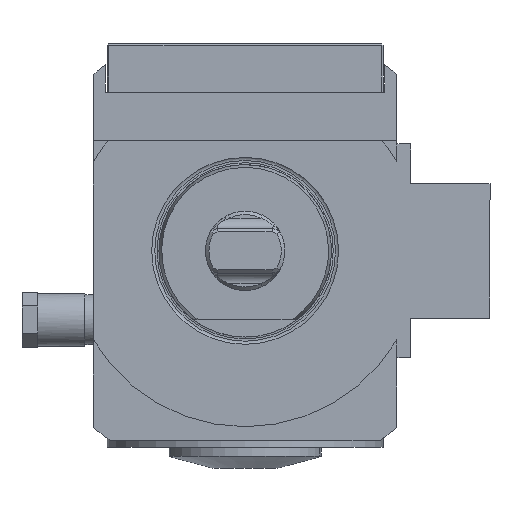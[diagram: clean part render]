
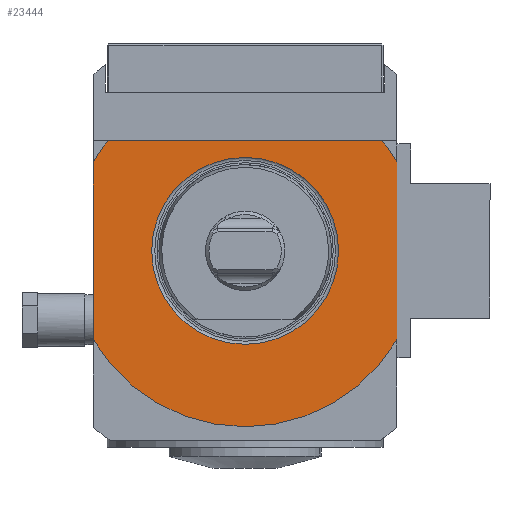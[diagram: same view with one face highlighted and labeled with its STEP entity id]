
A CAD part, front view. The second image highlights one B-rep face of the part: STEP entity #23444.
In plain terms, the highlighted planar face has unit normal (0, -1, 0).
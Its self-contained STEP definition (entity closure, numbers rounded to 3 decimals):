
#240 = VECTOR ( 'NONE', #24272, 1000. ) ;
#802 = EDGE_CURVE ( 'NONE', #5633, #7526, #30477, .T. ) ;
#874 = DIRECTION ( 'NONE',  ( 0., 1., 0. ) ) ;
#2464 = CARTESIAN_POINT ( 'NONE',  ( 0., -1., 0. ) ) ;
#3813 = VECTOR ( 'NONE', #28177, 1000. ) ;
#4035 = CARTESIAN_POINT ( 'NONE',  ( 44., -1., 25.788 ) ) ;
#4518 = CIRCLE ( 'NONE', #18059, 27.095 ) ;
#4611 = CARTESIAN_POINT ( 'NONE',  ( -44., -1., 25.788 ) ) ;
#4875 = DIRECTION ( 'NONE',  ( 0., 1., 0. ) ) ;
#5633 = VERTEX_POINT ( 'NONE', #28271 ) ;
#5640 = CARTESIAN_POINT ( 'NONE',  ( -27.095, -1., 0. ) ) ;
#5953 = AXIS2_PLACEMENT_3D ( 'NONE', #8469, #20850, #18423 ) ;
#6952 = CARTESIAN_POINT ( 'NONE',  ( -44., -1., -25.788 ) ) ;
#7526 = VERTEX_POINT ( 'NONE', #4035 ) ;
#7772 = ORIENTED_EDGE ( 'NONE', *, *, #20883, .F. ) ;
#7958 = ORIENTED_EDGE ( 'NONE', *, *, #19929, .F. ) ;
#8469 = CARTESIAN_POINT ( 'NONE',  ( 0., -1., 0. ) ) ;
#8536 = AXIS2_PLACEMENT_3D ( 'NONE', #23458, #874, #15645 ) ;
#9947 = ORIENTED_EDGE ( 'NONE', *, *, #17313, .F. ) ;
#10302 = FACE_OUTER_BOUND ( 'NONE', #26536, .T. ) ;
#10803 = DIRECTION ( 'NONE',  ( 0., 1., 0. ) ) ;
#10828 = CARTESIAN_POINT ( 'NONE',  ( -39.711, -1., 32. ) ) ;
#10845 = CARTESIAN_POINT ( 'NONE',  ( 0., -1., 0. ) ) ;
#11079 = AXIS2_PLACEMENT_3D ( 'NONE', #16156, #10803, #16000 ) ;
#12637 = ORIENTED_EDGE ( 'NONE', *, *, #15942, .F. ) ;
#13159 = AXIS2_PLACEMENT_3D ( 'NONE', #2464, #4875, #14800 ) ;
#13518 = FACE_BOUND ( 'NONE', #30322, .T. ) ;
#13787 = CARTESIAN_POINT ( 'NONE',  ( 39.711, -1., 32. ) ) ;
#14188 = CIRCLE ( 'NONE', #5953, 51. ) ;
#14628 = LINE ( 'NONE', #29158, #240 ) ;
#14800 = DIRECTION ( 'NONE',  ( -1., 0., 0. ) ) ;
#15645 = DIRECTION ( 'NONE',  ( -1., 0., 0. ) ) ;
#15802 = PLANE ( 'NONE',  #8536 ) ;
#15942 = EDGE_CURVE ( 'NONE', #32170, #7526, #26685, .T. ) ;
#16000 = DIRECTION ( 'NONE',  ( -1., 0., 0. ) ) ;
#16156 = CARTESIAN_POINT ( 'NONE',  ( 0., -1., 0. ) ) ;
#16232 = EDGE_CURVE ( 'NONE', #5633, #27786, #14188, .T. ) ;
#17313 = EDGE_CURVE ( 'NONE', #27786, #17830, #14628, .T. ) ;
#17830 = VERTEX_POINT ( 'NONE', #4611 ) ;
#18059 = AXIS2_PLACEMENT_3D ( 'NONE', #10845, #18678, #28584 ) ;
#18423 = DIRECTION ( 'NONE',  ( -1., 0., 0. ) ) ;
#18678 = DIRECTION ( 'NONE',  ( 0., -1., 0. ) ) ;
#19929 = EDGE_CURVE ( 'NONE', #30061, #30061, #4518, .T. ) ;
#20850 = DIRECTION ( 'NONE',  ( 0., 1., 0. ) ) ;
#20883 = EDGE_CURVE ( 'NONE', #17830, #23144, #22000, .T. ) ;
#21375 = ORIENTED_EDGE ( 'NONE', *, *, #802, .T. ) ;
#22000 = CIRCLE ( 'NONE', #13159, 51. ) ;
#22399 = CARTESIAN_POINT ( 'NONE',  ( 27.15, -1., 32. ) ) ;
#23144 = VERTEX_POINT ( 'NONE', #10828 ) ;
#23444 = ADVANCED_FACE ( 'Defeature completata1_295', ( #10302, #13518 ), #15802, .F. ) ;
#23458 = CARTESIAN_POINT ( 'NONE',  ( 27.15, -1., 0. ) ) ;
#24178 = ORIENTED_EDGE ( 'NONE', *, *, #24258, .T. ) ;
#24258 = EDGE_CURVE ( 'NONE', #32170, #23144, #24355, .T. ) ;
#24272 = DIRECTION ( 'NONE',  ( 0., 0., 1. ) ) ;
#24274 = ORIENTED_EDGE ( 'NONE', *, *, #16232, .F. ) ;
#24355 = LINE ( 'NONE', #22399, #26835 ) ;
#26536 = EDGE_LOOP ( 'NONE', ( #12637, #24178, #7772, #9947, #24274, #21375 ) ) ;
#26685 = CIRCLE ( 'NONE', #11079, 51. ) ;
#26835 = VECTOR ( 'NONE', #27279, 1000. ) ;
#27279 = DIRECTION ( 'NONE',  ( -1., 0., 0. ) ) ;
#27786 = VERTEX_POINT ( 'NONE', #6952 ) ;
#27880 = CARTESIAN_POINT ( 'NONE',  ( 44., -1., 0. ) ) ;
#28177 = DIRECTION ( 'NONE',  ( 0., 0., 1. ) ) ;
#28271 = CARTESIAN_POINT ( 'NONE',  ( 44., -1., -25.788 ) ) ;
#28584 = DIRECTION ( 'NONE',  ( -1., 0., 0. ) ) ;
#29158 = CARTESIAN_POINT ( 'NONE',  ( -44., -1., 0. ) ) ;
#30061 = VERTEX_POINT ( 'NONE', #5640 ) ;
#30322 = EDGE_LOOP ( 'NONE', ( #7958 ) ) ;
#30477 = LINE ( 'NONE', #27880, #3813 ) ;
#32170 = VERTEX_POINT ( 'NONE', #13787 ) ;
